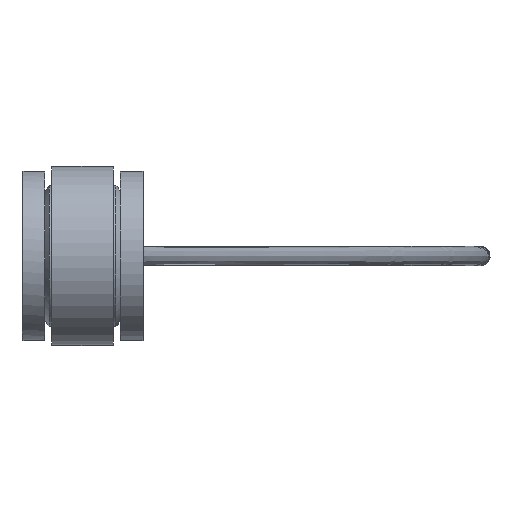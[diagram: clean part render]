
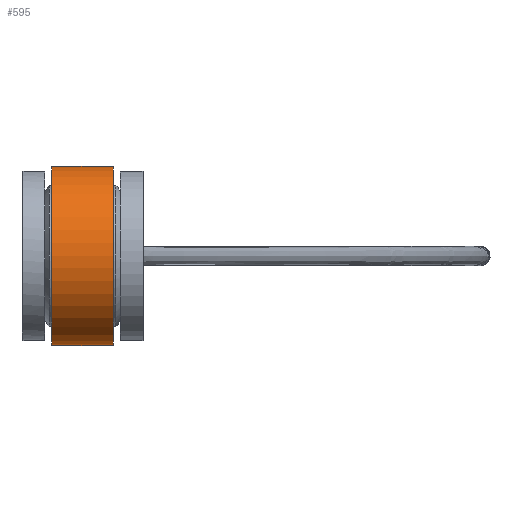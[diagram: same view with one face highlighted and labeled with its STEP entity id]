
A CAD part, left-side view. The second image highlights one B-rep face of the part: STEP entity #595.
In plain terms, the highlighted free-form (B-spline) face has degree [2, 1] with [5, 2] control points.
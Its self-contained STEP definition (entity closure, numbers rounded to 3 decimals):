
#446 = VERTEX_POINT('',#447);
#447 = CARTESIAN_POINT('',(0.,13.087,
    19.23));
#448 = VERTEX_POINT('',#449);
#449 = CARTESIAN_POINT('',(0.,13.087,-19.23));
#457 = EDGE_CURVE('',#446,#458,#460,.T.);
#458 = VERTEX_POINT('',#459);
#459 = CARTESIAN_POINT('',(0.,0.,19.23));
#460 = B_SPLINE_CURVE_WITH_KNOTS('',1,(#461,#462),.UNSPECIFIED.,.F.,.F.,
  (2,2),(-0.,12.25),.PIECEWISE_BEZIER_KNOTS.);
#461 = CARTESIAN_POINT('',(0.,13.087,
    19.23));
#462 = CARTESIAN_POINT('',(0.,0.,19.23));
#465 = VERTEX_POINT('',#466);
#466 = CARTESIAN_POINT('',(0.,0.,-19.23));
#474 = EDGE_CURVE('',#448,#465,#475,.T.);
#475 = B_SPLINE_CURVE_WITH_KNOTS('',1,(#476,#477),.UNSPECIFIED.,.F.,.F.,
  (2,2),(-0.,12.25),.PIECEWISE_BEZIER_KNOTS.);
#476 = CARTESIAN_POINT('',(0.,13.087,-19.23));
#477 = CARTESIAN_POINT('',(0.,0.,-19.23));
#595 = ADVANCED_FACE('',(#596),#616,.T.);
#596 = FACE_BOUND('',#597,.T.);
#597 = EDGE_LOOP('',(#598,#599,#607,#608));
#598 = ORIENTED_EDGE('',*,*,#457,.F.);
#599 = ORIENTED_EDGE('',*,*,#600,.F.);
#600 = EDGE_CURVE('',#448,#446,#601,.T.);
#601 = ( BOUNDED_CURVE() B_SPLINE_CURVE(2,(#602,#603,#604,#605,#606),
.UNSPECIFIED.,.F.,.F.) B_SPLINE_CURVE_WITH_KNOTS((3,2,3),(3.142,
4.712,6.283),.PIECEWISE_BEZIER_KNOTS.) CURVE() 
GEOMETRIC_REPRESENTATION_ITEM() RATIONAL_B_SPLINE_CURVE((1.,
0.707,1.,0.707,1.)) REPRESENTATION_ITEM('') );
#602 = CARTESIAN_POINT('',(0.,13.087,
    -19.23));
#603 = CARTESIAN_POINT('',(-19.23,13.087,
    -19.23));
#604 = CARTESIAN_POINT('',(-19.23,13.087,
    0.));
#605 = CARTESIAN_POINT('',(-19.23,13.087,
    19.23));
#606 = CARTESIAN_POINT('',(0.,13.087,
    19.23));
#607 = ORIENTED_EDGE('',*,*,#474,.T.);
#608 = ORIENTED_EDGE('',*,*,#609,.T.);
#609 = EDGE_CURVE('',#465,#458,#610,.T.);
#610 = ( BOUNDED_CURVE() B_SPLINE_CURVE(2,(#611,#612,#613,#614,#615),
.UNSPECIFIED.,.F.,.F.) B_SPLINE_CURVE_WITH_KNOTS((3,2,3),(3.142,
4.712,6.283),.PIECEWISE_BEZIER_KNOTS.) CURVE() 
GEOMETRIC_REPRESENTATION_ITEM() RATIONAL_B_SPLINE_CURVE((1.,
0.707,1.,0.707,1.)) REPRESENTATION_ITEM('') );
#611 = CARTESIAN_POINT('',(0.,0.,-19.23));
#612 = CARTESIAN_POINT('',(-19.23,0.,-19.23));
#613 = CARTESIAN_POINT('',(-19.23,0.,0.));
#614 = CARTESIAN_POINT('',(-19.23,0.,19.23));
#615 = CARTESIAN_POINT('',(0.,0.,19.23));
#616 = ( BOUNDED_SURFACE() B_SPLINE_SURFACE(2,1,(
    (#617,#618)
    ,(#619,#620)
    ,(#621,#622)
    ,(#623,#624)
,(#625,#626
    )),.UNSPECIFIED.,.F.,.F.,.F.) B_SPLINE_SURFACE_WITH_KNOTS((3,2,3),(2
    ,2),(3.142,4.712,6.283),(0.,12.25),
.PIECEWISE_BEZIER_KNOTS.) GEOMETRIC_REPRESENTATION_ITEM() 
RATIONAL_B_SPLINE_SURFACE((
    (1.,1.)
    ,(0.707,0.707)
    ,(1.,1.)
    ,(0.707,0.707)
,(1.,1.))) REPRESENTATION_ITEM('') SURFACE() );
#617 = CARTESIAN_POINT('',(0.,13.087,
    19.23));
#618 = CARTESIAN_POINT('',(0.,0.,19.23));
#619 = CARTESIAN_POINT('',(-19.23,13.087,
    19.23));
#620 = CARTESIAN_POINT('',(-19.23,0.,19.23));
#621 = CARTESIAN_POINT('',(-19.23,13.087,
    0.));
#622 = CARTESIAN_POINT('',(-19.23,0.,0.));
#623 = CARTESIAN_POINT('',(-19.23,13.087,
    -19.23));
#624 = CARTESIAN_POINT('',(-19.23,0.,-19.23));
#625 = CARTESIAN_POINT('',(0.,13.087,
    -19.23));
#626 = CARTESIAN_POINT('',(0.,0.,-19.23));
